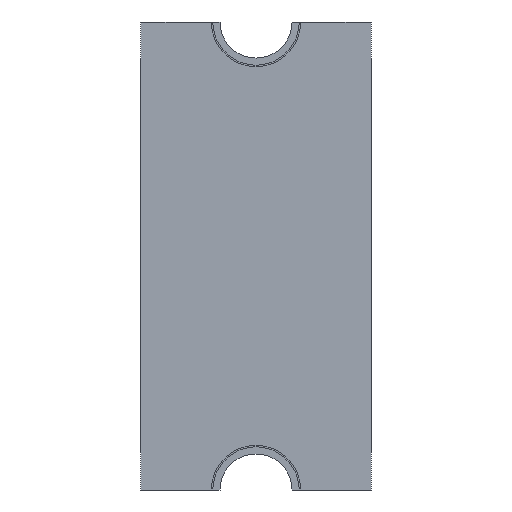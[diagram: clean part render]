
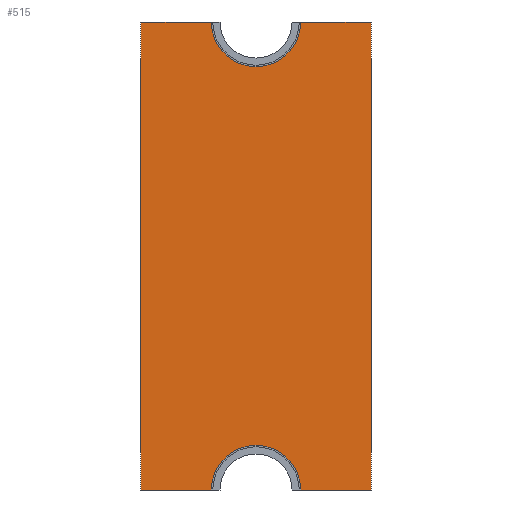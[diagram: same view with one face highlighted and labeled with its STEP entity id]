
A CAD part, front view. The second image highlights one B-rep face of the part: STEP entity #515.
In plain terms, the highlighted planar face has unit normal (0, -1, 0).
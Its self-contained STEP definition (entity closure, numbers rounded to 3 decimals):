
#21=FACE_OUTER_BOUND('',#49,.T.);
#49=EDGE_LOOP('',(#341,#342,#343,#344,#345,#346,#347,#348));
#77=LINE('',#747,#139);
#78=LINE('',#749,#140);
#79=LINE('',#751,#141);
#80=LINE('',#755,#142);
#81=LINE('',#757,#143);
#82=LINE('',#758,#144);
#139=VECTOR('',#599,0.49);
#140=VECTOR('',#600,3.25);
#141=VECTOR('',#601,0.49);
#142=VECTOR('',#604,0.49);
#143=VECTOR('',#605,3.25);
#144=VECTOR('',#606,0.49);
#201=CIRCLE('',#552,0.31);
#202=CIRCLE('',#553,0.31);
#215=VERTEX_POINT('',#743);
#216=VERTEX_POINT('',#744);
#217=VERTEX_POINT('',#746);
#218=VERTEX_POINT('',#748);
#219=VERTEX_POINT('',#750);
#220=VERTEX_POINT('',#752);
#221=VERTEX_POINT('',#754);
#222=VERTEX_POINT('',#756);
#265=EDGE_CURVE('',#215,#216,#201,.T.);
#266=EDGE_CURVE('',#217,#215,#77,.T.);
#267=EDGE_CURVE('',#218,#217,#78,.T.);
#268=EDGE_CURVE('',#219,#218,#79,.T.);
#269=EDGE_CURVE('',#220,#219,#202,.T.);
#270=EDGE_CURVE('',#221,#220,#80,.T.);
#271=EDGE_CURVE('',#222,#221,#81,.T.);
#272=EDGE_CURVE('',#216,#222,#82,.T.);
#341=ORIENTED_EDGE('',*,*,#265,.F.);
#342=ORIENTED_EDGE('',*,*,#266,.F.);
#343=ORIENTED_EDGE('',*,*,#267,.F.);
#344=ORIENTED_EDGE('',*,*,#268,.F.);
#345=ORIENTED_EDGE('',*,*,#269,.F.);
#346=ORIENTED_EDGE('',*,*,#270,.F.);
#347=ORIENTED_EDGE('',*,*,#271,.F.);
#348=ORIENTED_EDGE('',*,*,#272,.F.);
#493=PLANE('',#551);
#515=ADVANCED_FACE('',(#21),#493,.F.);
#551=AXIS2_PLACEMENT_3D('',#742,#595,#596);
#552=AXIS2_PLACEMENT_3D('',#745,#597,#598);
#553=AXIS2_PLACEMENT_3D('',#753,#602,#603);
#595=DIRECTION('center_axis',(0.,1.,0.));
#596=DIRECTION('ref_axis',(0.,0.,1.));
#597=DIRECTION('center_axis',(0.,-1.,0.));
#598=DIRECTION('ref_axis',(-1.,0.,0.));
#599=DIRECTION('',(1.,0.,0.));
#600=DIRECTION('',(0.,0.,1.));
#601=DIRECTION('',(-1.,0.,0.));
#602=DIRECTION('center_axis',(0.,-1.,0.));
#603=DIRECTION('ref_axis',(1.,0.,0.));
#604=DIRECTION('',(-1.,0.,0.));
#605=DIRECTION('',(0.,0.,-1.));
#606=DIRECTION('',(1.,0.,0.));
#742=CARTESIAN_POINT('Origin',(0.,0.,0.));
#743=CARTESIAN_POINT('',(-0.31,0.,1.625));
#744=CARTESIAN_POINT('',(0.31,0.,1.625));
#745=CARTESIAN_POINT('Origin',(0.,0.,1.625));
#746=CARTESIAN_POINT('',(-0.8,0.,1.625));
#747=CARTESIAN_POINT('',(-0.8,0.,1.625));
#748=CARTESIAN_POINT('',(-0.8,0.,-1.625));
#749=CARTESIAN_POINT('',(-0.8,0.,-1.625));
#750=CARTESIAN_POINT('',(-0.31,0.,-1.625));
#751=CARTESIAN_POINT('',(-0.31,0.,-1.625));
#752=CARTESIAN_POINT('',(0.31,0.,-1.625));
#753=CARTESIAN_POINT('Origin',(0.,0.,-1.625));
#754=CARTESIAN_POINT('',(0.8,0.,-1.625));
#755=CARTESIAN_POINT('',(0.8,0.,-1.625));
#756=CARTESIAN_POINT('',(0.8,0.,1.625));
#757=CARTESIAN_POINT('',(0.8,0.,1.625));
#758=CARTESIAN_POINT('',(0.31,0.,1.625));
